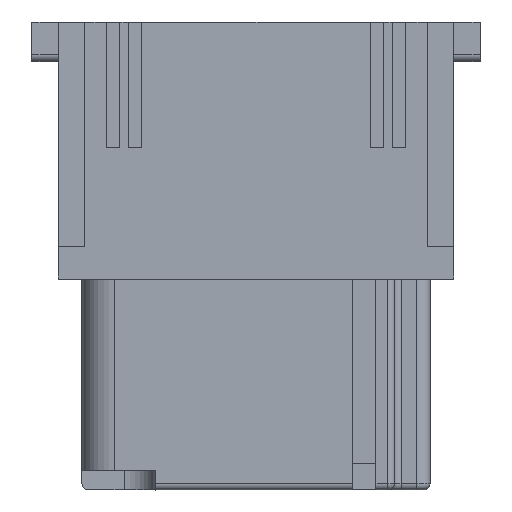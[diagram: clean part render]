
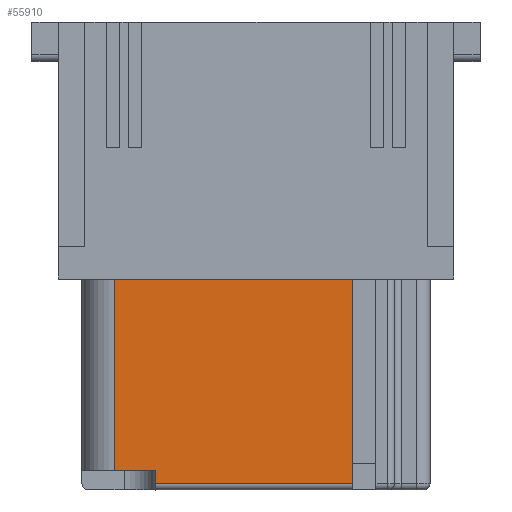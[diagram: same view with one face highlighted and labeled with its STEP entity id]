
A CAD part, left-side view. The second image highlights one B-rep face of the part: STEP entity #55910.
In plain terms, the highlighted face is planar.
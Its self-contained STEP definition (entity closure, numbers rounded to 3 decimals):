
#11730=CARTESIAN_POINT('',(54.248,44.257,-18.5));
#11740=DIRECTION('',(1.,0.,0.));
#11750=DIRECTION('',(0.,0.,-1.));
#11760=AXIS2_PLACEMENT_3D('',#11730,#11740,#11750);
#11770=PLANE('',#11760);
#55410=CARTESIAN_POINT('',(54.248,44.757,
0.));
#55420=DIRECTION('',(0.,0.,1.));
#55430=VECTOR('',#55420,1.);
#55440=LINE('',#55410,#55430);
#55450=CARTESIAN_POINT('',(54.248,44.757,-24.3)
);
#55460=VERTEX_POINT('',#55450);
#55470=CARTESIAN_POINT('',(54.248,44.757,-9.35)
);
#55480=VERTEX_POINT('',#55470);
#55490=EDGE_CURVE('',#55460,#55480,#55440,.T.);
#55500=ORIENTED_EDGE('',*,*,#55490,.F.);
#55510=CARTESIAN_POINT('',(54.248,0.,-9.35));
#55520=DIRECTION('',(0.,1.,0.));
#55530=VECTOR('',#55520,1.);
#55540=LINE('',#55510,#55530);
#55550=CARTESIAN_POINT('',(54.248,45.757,-9.35)
);
#55560=VERTEX_POINT('',#55550);
#55570=EDGE_CURVE('',#55480,#55560,#55540,.T.);
#55580=ORIENTED_EDGE('',*,*,#55570,.F.);
#55590=CARTESIAN_POINT('',(54.248,45.757,0.));
#55600=DIRECTION('',(0.,0.,-1.));
#55610=VECTOR('',#55600,1.);
#55620=LINE('',#55590,#55610);
#55630=CARTESIAN_POINT('',(54.248,45.757,-6.3)
);
#55640=VERTEX_POINT('',#55630);
#55650=EDGE_CURVE('',#55640,#55560,#55620,.T.);
#55660=ORIENTED_EDGE('',*,*,#55650,.T.);
#55670=CARTESIAN_POINT('',(54.248,0.,
-6.3));
#55680=DIRECTION('',(0.,1.,0.));
#55690=VECTOR('',#55680,1.);
#55700=LINE('',#55670,#55690);
#55710=CARTESIAN_POINT('',(54.248,60.257,-6.3));
#55720=VERTEX_POINT('',#55710);
#55730=EDGE_CURVE('',#55640,#55720,#55700,.T.);
#55740=ORIENTED_EDGE('',*,*,#55730,.F.);
#55750=CARTESIAN_POINT('',(54.248,60.257,0.));
#55760=DIRECTION('',(0.,0.,1.));
#55770=VECTOR('',#55760,1.);
#55780=LINE('',#55750,#55770);
#55790=CARTESIAN_POINT('',(54.248,60.257,-24.3)
);
#55800=VERTEX_POINT('',#55790);
#55810=EDGE_CURVE('',#55800,#55720,#55780,.T.);
#55820=ORIENTED_EDGE('',*,*,#55810,.T.);
#55830=CARTESIAN_POINT('',(54.248,0.,-24.3));
#55840=DIRECTION('',(0.,-1.,0.));
#55850=VECTOR('',#55840,1.);
#55860=LINE('',#55830,#55850);
#55870=EDGE_CURVE('',#55800,#55460,#55860,.T.);
#55880=ORIENTED_EDGE('',*,*,#55870,.F.);
#55890=EDGE_LOOP('',(#55880,#55820,#55740,#55660,#55580,#55500));
#55900=FACE_OUTER_BOUND('',#55890,.T.);
#55910=ADVANCED_FACE('',(#55900),#11770,.T.);
